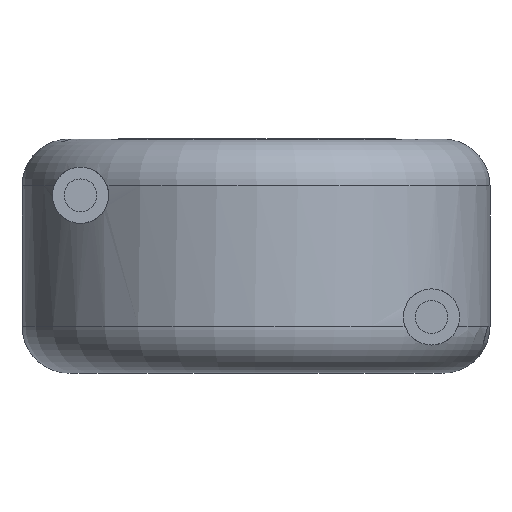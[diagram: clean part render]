
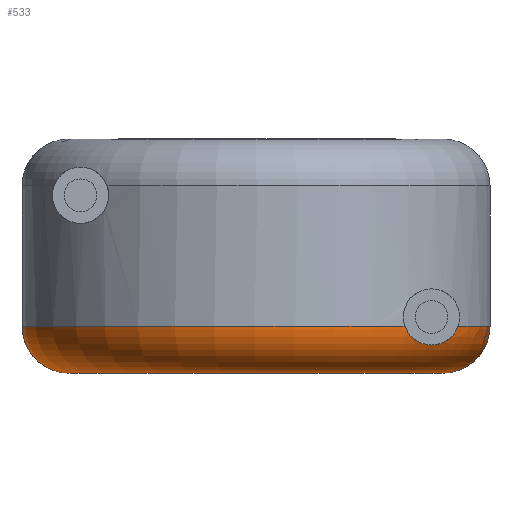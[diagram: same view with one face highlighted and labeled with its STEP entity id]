
A CAD part, front view. The second image highlights one B-rep face of the part: STEP entity #533.
In plain terms, the highlighted toroidal (fillet/blend) face has major radius 4 mm and minor radius 1 mm.
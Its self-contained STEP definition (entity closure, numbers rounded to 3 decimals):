
#22 = CARTESIAN_POINT ( 'NONE',  ( -4., 0., 1. ) ) ;
#31 = CARTESIAN_POINT ( 'NONE',  ( 4.175, -2.751, 1. ) ) ;
#144 = ORIENTED_EDGE ( 'NONE', *, *, #335, .T. ) ;
#288 = CARTESIAN_POINT ( 'NONE',  ( 3.895, -3.014, 0.618 ) ) ;
#294 = ORIENTED_EDGE ( 'NONE', *, *, #985, .T. ) ;
#296 = CARTESIAN_POINT ( 'NONE',  ( 3.359, -3.659, 0.739 ) ) ;
#335 = EDGE_CURVE ( 'NONE', #2043, #1002, #782, .T. ) ;
#475 = EDGE_CURVE ( 'NONE', #2682, #2464, #1306, .T. ) ;
#496 = CIRCLE ( 'NONE', #924, 1. ) ;
#524 = EDGE_LOOP ( 'NONE', ( #2680, #867, #294, #2953, #1570, #144, #1278 ) ) ;
#533 = ADVANCED_FACE ( 'NONE', ( #1743 ), #1719, .T. ) ;
#697 = CARTESIAN_POINT ( 'NONE',  ( 0., 0., 1. ) ) ;
#762 = CARTESIAN_POINT ( 'NONE',  ( 4., 0., 0. ) ) ;
#779 = EDGE_CURVE ( 'NONE', #1587, #2760, #2752, .T. ) ;
#782 = B_SPLINE_CURVE_WITH_KNOTS ( 'NONE', 3,
 ( #3603, #1681, #1943, #3076, #296, #3312, #1624, #2776 ),
 .UNSPECIFIED., .F., .F.,
 ( 4, 2, 2, 4 ),
 ( 0., 0.001, 0.001, 0.001 ),
 .UNSPECIFIED. ) ;
#867 = ORIENTED_EDGE ( 'NONE', *, *, #779, .F. ) ;
#924 = AXIS2_PLACEMENT_3D ( 'NONE', #22, #1946, #2289 ) ;
#985 = EDGE_CURVE ( 'NONE', #1587, #2464, #1651, .T. ) ;
#991 = CARTESIAN_POINT ( 'NONE',  ( -5., 0., 1. ) ) ;
#1002 = VERTEX_POINT ( 'NONE', #3240 ) ;
#1055 = DIRECTION ( 'NONE',  ( 1., 0., 0. ) ) ;
#1083 = CARTESIAN_POINT ( 'NONE',  ( 4.154, -2.783, 0.894 ) ) ;
#1099 = AXIS2_PLACEMENT_3D ( 'NONE', #3041, #2245, #3088 ) ;
#1137 = CARTESIAN_POINT ( 'NONE',  ( 3.822, -3.096, 0.604 ) ) ;
#1278 = ORIENTED_EDGE ( 'NONE', *, *, #2017, .F. ) ;
#1306 = CIRCLE ( 'NONE', #3545, 5. ) ;
#1384 = CARTESIAN_POINT ( 'NONE',  ( 3.822, -3.096, 0.604 ) ) ;
#1523 = CARTESIAN_POINT ( 'NONE',  ( -4., 0., 0. ) ) ;
#1531 = DIRECTION ( 'NONE',  ( 0., -1., 0. ) ) ;
#1548 = AXIS2_PLACEMENT_3D ( 'NONE', #1860, #2194, #1055 ) ;
#1570 = ORIENTED_EDGE ( 'NONE', *, *, #1625, .T. ) ;
#1577 = EDGE_CURVE ( 'NONE', #2760, #3172, #496, .T. ) ;
#1587 = VERTEX_POINT ( 'NONE', #762 ) ;
#1624 = CARTESIAN_POINT ( 'NONE',  ( 3.215, -3.83, 0.914 ) ) ;
#1625 = EDGE_CURVE ( 'NONE', #2682, #2043, #3192, .T. ) ;
#1651 = CIRCLE ( 'NONE', #1897, 1. ) ;
#1681 = CARTESIAN_POINT ( 'NONE',  ( 3.7, -3.236, 0.59 ) ) ;
#1685 = CARTESIAN_POINT ( 'NONE',  ( 0., 0., 1. ) ) ;
#1719 = TOROIDAL_SURFACE ( 'NONE', #2087, 4., 1. ) ;
#1743 = FACE_OUTER_BOUND ( 'NONE', #524, .T. ) ;
#1806 = DIRECTION ( 'NONE',  ( 1., 0., 0. ) ) ;
#1860 = CARTESIAN_POINT ( 'NONE',  ( 0., 0., 0. ) ) ;
#1897 = AXIS2_PLACEMENT_3D ( 'NONE', #2717, #1531, #2418 ) ;
#1943 = CARTESIAN_POINT ( 'NONE',  ( 3.581, -3.383, 0.611 ) ) ;
#1946 = DIRECTION ( 'NONE',  ( 0., 1., 0. ) ) ;
#2017 = EDGE_CURVE ( 'NONE', #3172, #1002, #2698, .T. ) ;
#2043 = VERTEX_POINT ( 'NONE', #1137 ) ;
#2087 = AXIS2_PLACEMENT_3D ( 'NONE', #697, #3227, #1806 ) ;
#2127 = CARTESIAN_POINT ( 'NONE',  ( 4.175, -2.751, 1. ) ) ;
#2194 = DIRECTION ( 'NONE',  ( 0., 0., -1. ) ) ;
#2245 = DIRECTION ( 'NONE',  ( 0., 0., 1. ) ) ;
#2289 = DIRECTION ( 'NONE',  ( -1., 0., 0. ) ) ;
#2418 = DIRECTION ( 'NONE',  ( 0., 0., -1. ) ) ;
#2464 = VERTEX_POINT ( 'NONE', #2805 ) ;
#2680 = ORIENTED_EDGE ( 'NONE', *, *, #1577, .F. ) ;
#2682 = VERTEX_POINT ( 'NONE', #2127 ) ;
#2698 = CIRCLE ( 'NONE', #1099, 5. ) ;
#2717 = CARTESIAN_POINT ( 'NONE',  ( 4., 0., 1. ) ) ;
#2752 = CIRCLE ( 'NONE', #1548, 4. ) ;
#2760 = VERTEX_POINT ( 'NONE', #1523 ) ;
#2776 = CARTESIAN_POINT ( 'NONE',  ( 3.184, -3.855, 1. ) ) ;
#2805 = CARTESIAN_POINT ( 'NONE',  ( 5., 0., 1. ) ) ;
#2953 = ORIENTED_EDGE ( 'NONE', *, *, #475, .F. ) ;
#3041 = CARTESIAN_POINT ( 'NONE',  ( 0., 0., 1. ) ) ;
#3072 = CARTESIAN_POINT ( 'NONE',  ( 4.104, -2.827, 0.801 ) ) ;
#3076 = CARTESIAN_POINT ( 'NONE',  ( 3.413, -3.592, 0.699 ) ) ;
#3088 = DIRECTION ( 'NONE',  ( 1., 0., 0. ) ) ;
#3172 = VERTEX_POINT ( 'NONE', #991 ) ;
#3192 = B_SPLINE_CURVE_WITH_KNOTS ( 'NONE', 3,
 ( #31, #1083, #3072, #3359, #288, #1384 ),
 .UNSPECIFIED., .F., .F.,
 ( 4, 2, 4 ),
 ( 0., 0., 0.001 ),
 .UNSPECIFIED. ) ;
#3227 = DIRECTION ( 'NONE',  ( 0., 0., 1. ) ) ;
#3240 = CARTESIAN_POINT ( 'NONE',  ( 3.184, -3.855, 1. ) ) ;
#3300 = DIRECTION ( 'NONE',  ( 0., 0., 1. ) ) ;
#3312 = CARTESIAN_POINT ( 'NONE',  ( 3.26, -3.778, 0.846 ) ) ;
#3335 = DIRECTION ( 'NONE',  ( 1., 0., 0. ) ) ;
#3359 = CARTESIAN_POINT ( 'NONE',  ( 3.975, -2.942, 0.663 ) ) ;
#3545 = AXIS2_PLACEMENT_3D ( 'NONE', #1685, #3300, #3335 ) ;
#3603 = CARTESIAN_POINT ( 'NONE',  ( 3.822, -3.096, 0.604 ) ) ;
